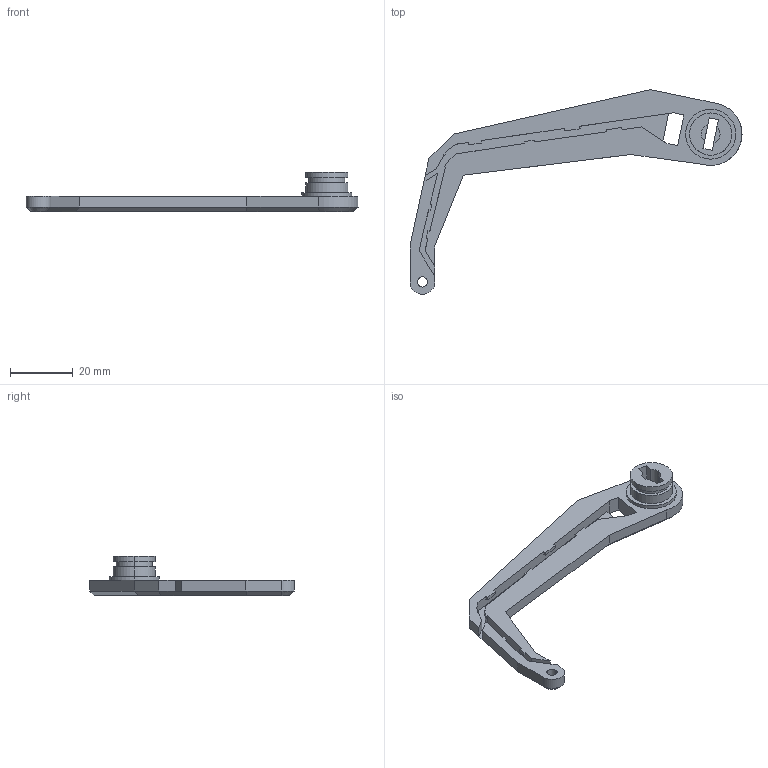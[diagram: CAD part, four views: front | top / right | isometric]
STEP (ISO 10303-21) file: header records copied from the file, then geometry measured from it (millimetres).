
FILE_DESCRIPTION (( 'STEP AP203' ), '1' );
FILE_NAME ('5.) Right Arm 2.1.STEP', '2023-08-20T22:44:59', ( '' ), ( '' ), 'SwSTEP 2.0', 'SolidWorks 2023', '' );
FILE_SCHEMA (( 'CONFIG_CONTROL_DESIGN' ));
Length unit declared in the file: millimetre
Products named in the file (1): 5.) Right Arm 2.1
Bounding box: 106.09 x 65.43 x 12.6 mm (x, y, z)
Volume: 8541.7 mm3; surface area: 7140.2 mm2
Topology: 1 solids, 1 shells, 201 faces, 537 edges, 352 vertices
Faces by surface type: plane 161, bspline 20, cylinder 17, cone 3
Entity records: 7027 total; most frequent: CARTESIAN_POINT 2026, ORIENTED_EDGE 1074, DIRECTION 898, EDGE_CURVE 537, LINE 458, VECTOR 458, VERTEX_POINT 352, EDGE_LOOP 221
